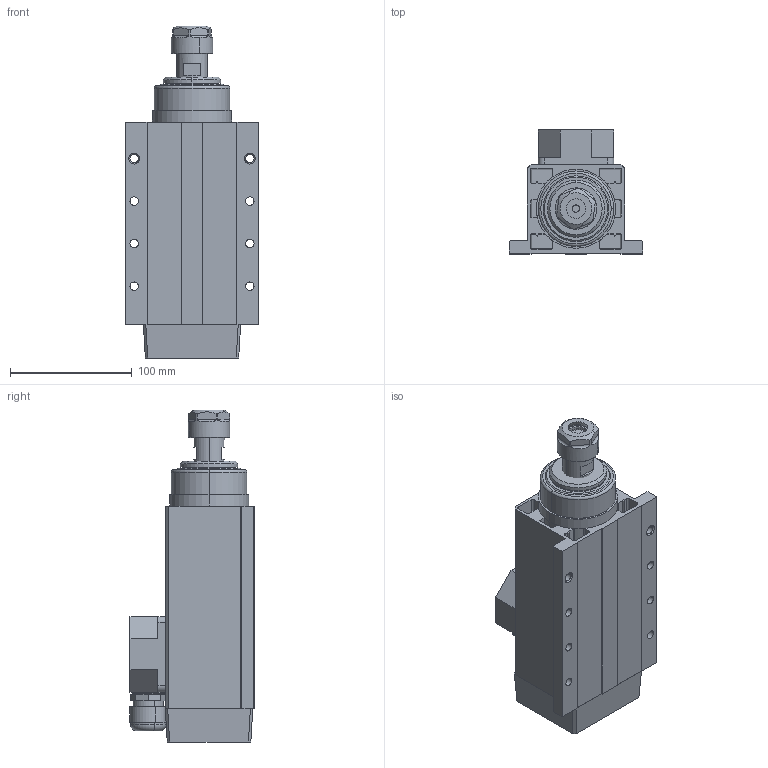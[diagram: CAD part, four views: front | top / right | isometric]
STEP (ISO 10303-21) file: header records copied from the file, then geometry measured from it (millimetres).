
FILE_DESCRIPTION (( 'STEP AP214' ), '1' );
FILE_NAME ('GDF27-18Z-2.2.STEP', '2021-05-19T08:17:44', ( '萇齟' ), ( '' ), 'SwSTEP 2.0', 'SolidWorks 2018', '' );
FILE_SCHEMA (( 'AUTOMOTIVE_DESIGN' ));
Length unit declared in the file: millimetre
Products named in the file (10): GDF37-18Z-2.2傷裔; ER20 粟俶芠標; GDF27-18Z-2.2; GDF37-18Z-2.2儂褲; GDF37-18Z-2.2瑞欶; GDF37-18Z-2.2堤盄碟; GDF37-18Z-2.2粣芛; ER20蹟簽; GDF37-18Z-2.2PG13.5AD18; GDF37-18Z-2.2前螺母
Assembly tree (9 placements, depth 2):
  GDF27-18Z-2.2
    GDF37-18Z-2.2儂褲
    GDF37-18Z-2.2傷裔
    GDF37-18Z-2.2前螺母
    GDF37-18Z-2.2粣芛
    GDF37-18Z-2.2瑞欶
    ER20 粟俶芠標
    ER20蹟簽
    GDF37-18Z-2.2堤盄碟
    GDF37-18Z-2.2PG13.5AD18
Bounding box: 110 x 102 x 273 mm (x, y, z)
Volume: 516406.7 mm3; surface area: 234348.6 mm2
Topology: 9 solids, 9 shells, 337 faces, 862 edges, 558 vertices
Faces by surface type: plane 161, cylinder 136, cone 34, torus 4, sphere 2
Entity records: 11054 total; most frequent: CARTESIAN_POINT 2103, DIRECTION 1846, ORIENTED_EDGE 1720, EDGE_CURVE 860, AXIS2_PLACEMENT_3D 661, VERTEX_POINT 558, LINE 524, VECTOR 524
